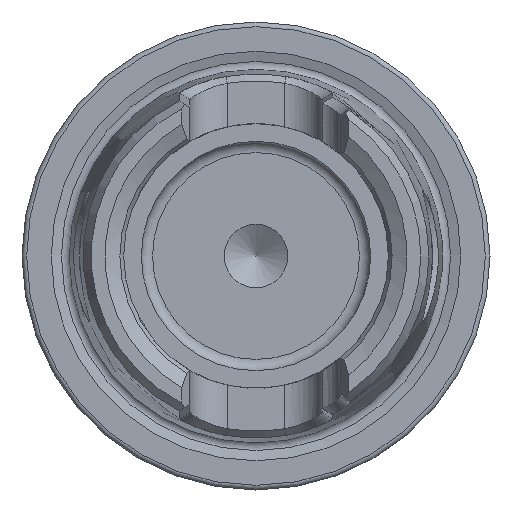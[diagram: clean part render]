
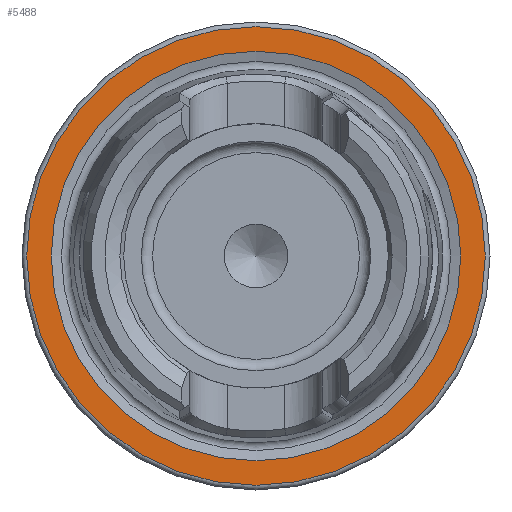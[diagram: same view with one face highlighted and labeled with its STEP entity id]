
A CAD part, left-side view. The second image highlights one B-rep face of the part: STEP entity #5488.
In plain terms, the highlighted planar face has unit normal (-1, 0, 0).
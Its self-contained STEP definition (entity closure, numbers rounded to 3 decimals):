
#87 = CIRCLE ( 'NONE', #2323, 24.5 ) ;
#306 = PLANE ( 'NONE',  #7867 ) ;
#437 = CARTESIAN_POINT ( 'NONE',  ( 0., 0., 0. ) ) ;
#543 = CIRCLE ( 'NONE', #6706, 21.877 ) ;
#1834 = EDGE_LOOP ( 'NONE', ( #6540 ) ) ;
#2053 = DIRECTION ( 'NONE',  ( -1., 0., 0. ) ) ;
#2323 = AXIS2_PLACEMENT_3D ( 'NONE', #10996, #2053, #10911 ) ;
#3060 = DIRECTION ( 'NONE',  ( 0., 0., -1. ) ) ;
#3465 = FACE_OUTER_BOUND ( 'NONE', #1834, .T. ) ;
#3530 = EDGE_LOOP ( 'NONE', ( #11073 ) ) ;
#4528 = CARTESIAN_POINT ( 'NONE',  ( 0., 0., 21.877 ) ) ;
#5340 = CARTESIAN_POINT ( 'NONE',  ( 0., 0., 24.5 ) ) ;
#5488 = ADVANCED_FACE ( 'NONE', ( #8410, #3465 ), #306, .F. ) ;
#5850 = DIRECTION ( 'NONE',  ( -1., 0., 0. ) ) ;
#5864 = VERTEX_POINT ( 'NONE', #4528 ) ;
#6540 = ORIENTED_EDGE ( 'NONE', *, *, #9865, .T. ) ;
#6588 = CARTESIAN_POINT ( 'NONE',  ( 0., 24.5, 0. ) ) ;
#6706 = AXIS2_PLACEMENT_3D ( 'NONE', #437, #5850, #7715 ) ;
#6989 = VERTEX_POINT ( 'NONE', #5340 ) ;
#7584 = DIRECTION ( 'NONE',  ( 1., 0., 0. ) ) ;
#7715 = DIRECTION ( 'NONE',  ( 0., 0., 1. ) ) ;
#7867 = AXIS2_PLACEMENT_3D ( 'NONE', #6588, #7584, #3060 ) ;
#8410 = FACE_BOUND ( 'NONE', #3530, .T. ) ;
#9865 = EDGE_CURVE ( 'NONE', #6989, #6989, #87, .T. ) ;
#10911 = DIRECTION ( 'NONE',  ( 0., 0., 1. ) ) ;
#10996 = CARTESIAN_POINT ( 'NONE',  ( 0., 0., 0. ) ) ;
#11073 = ORIENTED_EDGE ( 'NONE', *, *, #11337, .F. ) ;
#11337 = EDGE_CURVE ( 'NONE', #5864, #5864, #543, .T. ) ;
